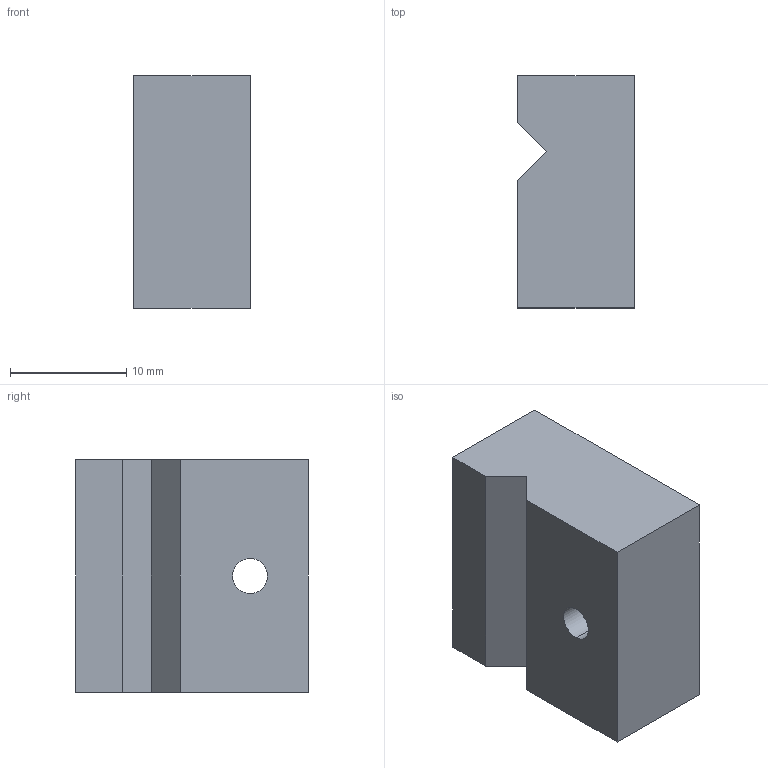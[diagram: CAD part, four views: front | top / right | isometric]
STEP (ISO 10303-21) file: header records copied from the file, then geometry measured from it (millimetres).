
FILE_DESCRIPTION (( 'STEP AP214' ), '1' );
FILE_NAME ('place_paille_vanne2.step', '2016-11-18T20:41:29', ( '' ), ( '' ), 'SwSTEP 2.0', 'SolidWorks 2015', '' );
FILE_SCHEMA (( 'AUTOMOTIVE_DESIGN' ));
Length unit declared in the file: millimetre
Products named in the file (1): place_paille_vanne2
Bounding box: 10 x 20 x 20 mm (x, y, z)
Volume: 3804.3 mm3; surface area: 1709 mm2
Topology: 1 solids, 1 shells, 11 faces, 27 edges, 18 vertices
Faces by surface type: plane 9, cylinder 2
Entity records: 363 total; most frequent: CARTESIAN_POINT 57, DIRECTION 55, ORIENTED_EDGE 54, EDGE_CURVE 27, LINE 23, VECTOR 23, VERTEX_POINT 18, AXIS2_PLACEMENT_3D 16
